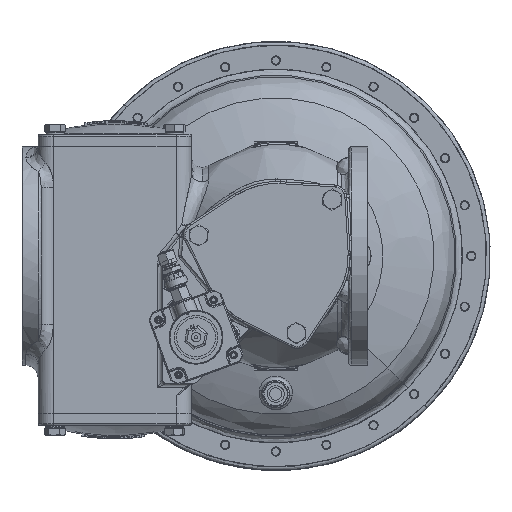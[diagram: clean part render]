
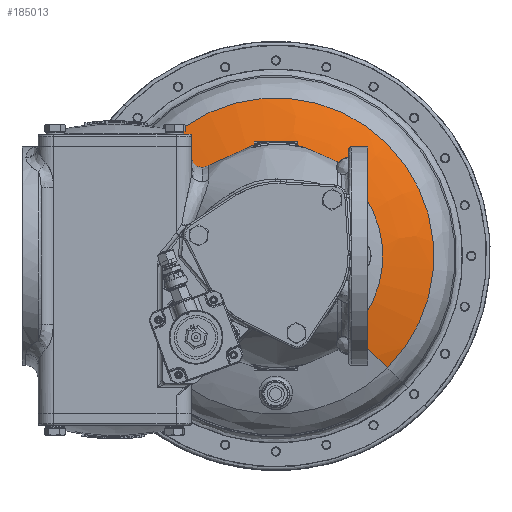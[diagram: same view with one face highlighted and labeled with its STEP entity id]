
A CAD part, front view. The second image highlights one B-rep face of the part: STEP entity #185013.
In plain terms, the highlighted free-form (B-spline) face has degree [3, 3] with [4, 4] control points.
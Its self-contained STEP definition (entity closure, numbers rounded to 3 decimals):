
#30 = CARTESIAN_POINT ( 'NONE',  ( 344.996, 243.605, 114.999 ) ) ;
#853 = CIRCLE ( 'NONE', #89671, 206.236 ) ;
#5627 = AXIS2_PLACEMENT_3D ( 'NONE', #98486, #236186, #118308 ) ;
#7766 = CIRCLE ( 'NONE', #5627, 350. ) ;
#17704 = CIRCLE ( 'NONE', #253258, 139.673 ) ;
#19766 = CARTESIAN_POINT ( 'NONE',  ( -98.763, 237.881, 98.763 ) ) ;
#38650 = CARTESIAN_POINT ( 'NONE',  ( -145.831, 261.846, 145.831 ) ) ;
#39528 = CARTESIAN_POINT ( 'NONE',  ( 296.29, 237.881, 98.763 ) ) ;
#45585 = EDGE_CURVE ( 'NONE', #103029, #160494, #17704, .T. ) ;
#51005 = ORIENTED_EDGE ( 'NONE', *, *, #100390, .T. ) ;
#58324 = DIRECTION ( 'NONE',  ( 0.707, 0., 0.707 ) ) ;
#58569 = CARTESIAN_POINT ( 'NONE',  ( 145.831, 261.846, -145.831 ) ) ;
#73456 = CARTESIAN_POINT ( 'NONE',  ( 0., 261.846, 0. ) ) ;
#78267 = CARTESIAN_POINT ( 'NONE',  ( 130.741, 251.621, 392.224 ) ) ;
#85042 = EDGE_CURVE ( 'NONE', #160494, #189448, #7766, .T. ) ;
#89671 = AXIS2_PLACEMENT_3D ( 'NONE', #73456, #211230, #93232 ) ;
#93232 = DIRECTION ( 'NONE',  ( -0.707, 0., 0.707 ) ) ;
#95181 = ORIENTED_EDGE ( 'NONE', *, *, #85042, .T. ) ;
#98124 = CARTESIAN_POINT ( 'NONE',  ( 130.741, 251.621, -130.741 ) ) ;
#98486 = CARTESIAN_POINT ( 'NONE',  ( 38.891, 577.484, -38.891 ) ) ;
#100390 = EDGE_CURVE ( 'NONE', #189448, #233952, #853, .T. ) ;
#100400 = DIRECTION ( 'NONE',  ( 0., 1., 0. ) ) ;
#103029 = VERTEX_POINT ( 'NONE', #117720 ) ;
#112173 = FACE_OUTER_BOUND ( 'NONE', #124004, .T. ) ;
#117720 = CARTESIAN_POINT ( 'NONE',  ( -98.763, 237.881, 98.763 ) ) ;
#117954 = CARTESIAN_POINT ( 'NONE',  ( 114.999, 243.605, 344.996 ) ) ;
#118308 = DIRECTION ( 'NONE',  ( 0.707, 0., -0.707 ) ) ;
#121148 = ORIENTED_EDGE ( 'NONE', *, *, #157635, .T. ) ;
#124004 = EDGE_LOOP ( 'NONE', ( #51005, #121148, #174034, #95181 ) ) ;
#128915 = CARTESIAN_POINT ( 'NONE',  ( 98.763, 237.881, -98.763 ) ) ;
#137752 = CARTESIAN_POINT ( 'NONE',  ( 114.999, 243.605, -114.999 ) ) ;
#153584 = CARTESIAN_POINT ( 'NONE',  ( -145.831, 261.846, 145.831 ) ) ;
#156666 = CARTESIAN_POINT ( 'NONE',  ( 145.831, 261.846, 437.492 ) ) ;
#157508 = CARTESIAN_POINT ( 'NONE',  ( 98.763, 237.881, 296.29 ) ) ;
#157635 = EDGE_CURVE ( 'NONE', #233952, #103029, #188638, .T. ) ;
#160494 = VERTEX_POINT ( 'NONE', #128915 ) ;
#170669 =( BOUNDED_SURFACE ( )  B_SPLINE_SURFACE ( 3, 3, ( 
 ( #38650, #156666, #176408, #58569 ),
 ( #196276, #78267, #216070, #98124 ),
 ( #235819, #117954, #30, #137752 ),
 ( #19766, #157508, #39528, #177255 ) ),
 .UNSPECIFIED., .F., .F., .F. ) 
 B_SPLINE_SURFACE_WITH_KNOTS ( ( 4, 4 ),
 ( 4, 4 ),
 ( 0., 1. ),
 ( 0., 1. ),
 .UNSPECIFIED. ) 
 GEOMETRIC_REPRESENTATION_ITEM ( )  RATIONAL_B_SPLINE_SURFACE ( (
 ( 1., 0.333, 0.333, 1.),
 ( 0.997, 0.332, 0.332, 0.997),
 ( 0.997, 0.332, 0.332, 0.997),
 ( 1., 0.333, 0.333, 1.) ) ) 
 REPRESENTATION_ITEM ( '' )  SURFACE ( )  );
#174034 = ORIENTED_EDGE ( 'NONE', *, *, #45585, .T. ) ;
#176162 = CARTESIAN_POINT ( 'NONE',  ( -38.891, 577.484, 38.891 ) ) ;
#176408 = CARTESIAN_POINT ( 'NONE',  ( 437.492, 261.846, 145.831 ) ) ;
#177255 = CARTESIAN_POINT ( 'NONE',  ( 98.763, 237.881, -98.763 ) ) ;
#185013 = ADVANCED_FACE ( 'NONE', ( #112173 ), #170669, .T. ) ;
#186254 = AXIS2_PLACEMENT_3D ( 'NONE', #176162, #58324, #196011 ) ;
#188638 = CIRCLE ( 'NONE', #186254, 350. ) ;
#189448 = VERTEX_POINT ( 'NONE', #250450 ) ;
#196011 = DIRECTION ( 'NONE',  ( -0.707, 0., 0.707 ) ) ;
#196276 = CARTESIAN_POINT ( 'NONE',  ( -130.741, 251.621, 130.741 ) ) ;
#211230 = DIRECTION ( 'NONE',  ( 0., -1., 0. ) ) ;
#216070 = CARTESIAN_POINT ( 'NONE',  ( 392.224, 251.621, 130.741 ) ) ;
#218327 = CARTESIAN_POINT ( 'NONE',  ( 0., 237.881, 0. ) ) ;
#233952 = VERTEX_POINT ( 'NONE', #153584 ) ;
#235819 = CARTESIAN_POINT ( 'NONE',  ( -114.999, 243.605, 114.999 ) ) ;
#236186 = DIRECTION ( 'NONE',  ( 0.707, 0., 0.707 ) ) ;
#238096 = DIRECTION ( 'NONE',  ( -0.707, 0., 0.707 ) ) ;
#250450 = CARTESIAN_POINT ( 'NONE',  ( 145.831, 261.846, -145.831 ) ) ;
#253258 = AXIS2_PLACEMENT_3D ( 'NONE', #218327, #100400, #238096 ) ;
